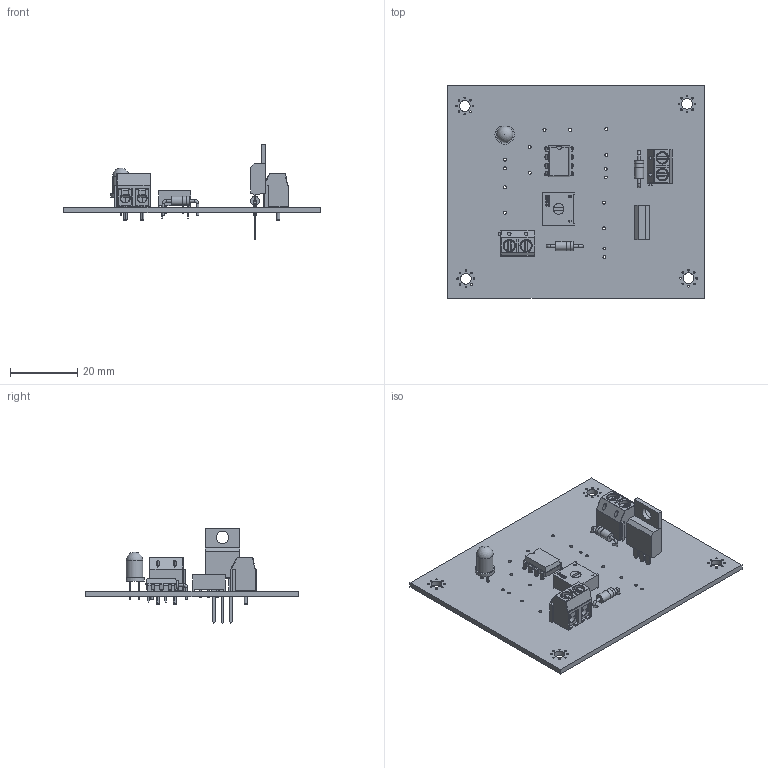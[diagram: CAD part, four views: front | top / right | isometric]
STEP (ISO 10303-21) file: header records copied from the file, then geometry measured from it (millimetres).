
FILE_DESCRIPTION(('KiCad electronic assembly'),'2;1');
FILE_NAME('InfraRedGelUniversalDispenser.step','2020-03-15T01:00:35',( 'An Author'),('A Company'),'Open CASCADE STEP processor 6.9', 'KiCad to STEP converter','Unknown');
FILE_SCHEMA(('AUTOMOTIVE_DESIGN { 1 0 10303 214 1 1 1 1 }'));
Length unit declared in the file: millimetre
Products named in the file (14): Open CASCADE STEP translator 6.9 1; DIP-8_W7.62mm; SOLID; TO-220-3_Vertical; tb5p-2p_p5_l10_w7-6_h10; COMPOUND; D_DO-41_SOD81_P10.16mm_Horizontal; LED_D5.0mm_IRGrey; Trimpot_3386F
Assembly tree (15 placements, depth 3):
  Open CASCADE STEP translator 6.9 1
    DIP-8_W7.62mm
      SOLID
    TO-220-3_Vertical
      SOLID
    tb5p-2p_p5_l10_w7-6_h10  x2
      COMPOUND
    D_DO-41_SOD81_P10.16mm_Horizontal  x2
      SOLID
    LED_D5.0mm_IRGrey
      SOLID
    Trimpot_3386F
      COMPOUND
    COMPOUND
Bounding box: 76.35 x 63.32 x 28.52 mm (x, y, z)
Volume: 10022.5 mm3; surface area: 14276.4 mm2
Topology: 13 solids, 13 shells, 973 faces, 2502 edges, 1617 vertices
Faces by surface type: plane 438, cylinder 275, bspline 191, torus 44, sphere 25
Full cylindrical faces by diameter (mm): 0.5 x32, 0.51 x3, 0.8 x11, 0.813 x6, 0.899 x10, 0.9 x2, 1 x11, 1.1 x4, 1.3 x4, 2.7 x4, 2.72 x2, 3.15 x2, 3.2 x4, 3.735 x1, 4.9 x1
Entity records: 62327 total; most frequent: CARTESIAN_POINT 22811, DIRECTION 6077, LINE 3999, VECTOR 3999, ORIENTED_EDGE 3890, PCURVE 3890, DEFINITIONAL_REPRESENTATION 3890, EDGE_CURVE 1945
